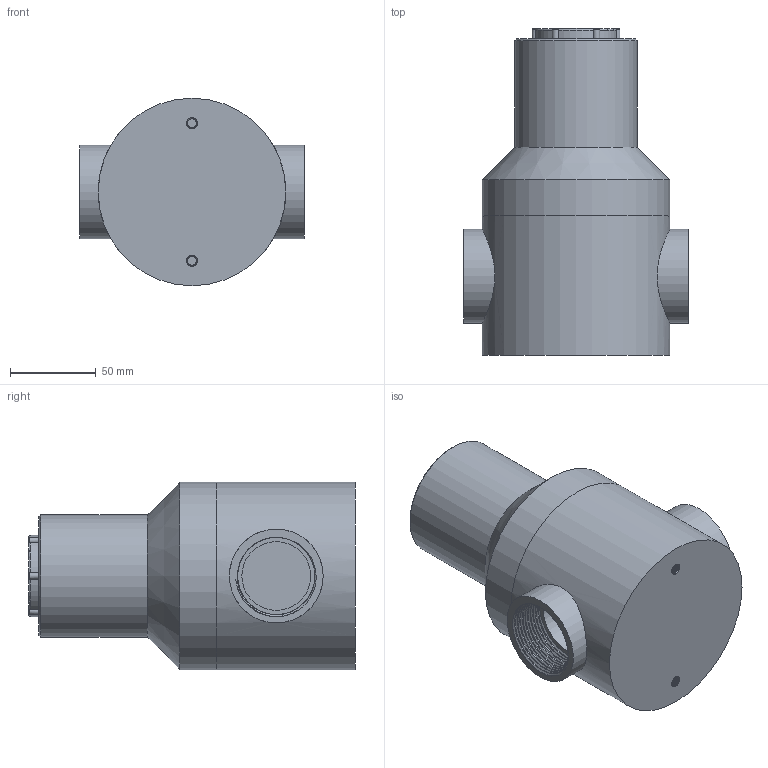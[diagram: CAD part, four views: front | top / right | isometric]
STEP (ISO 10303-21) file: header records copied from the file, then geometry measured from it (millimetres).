
FILE_DESCRIPTION (( 'STEP AP214' ), '1' );
FILE_NAME ('1 1-2-1101-3X.STEP', '2019-05-20T13:13:16', ( '' ), ( '' ), 'SwSTEP 2.0', 'SolidWorks 2019', '' );
FILE_SCHEMA (( 'AUTOMOTIVE_DESIGN' ));
Length unit declared in the file: millimetre
Products named in the file (10): PVC Bonnet all size; 50mm Dust Cap; 316 MC body 1 1-2; PVC Bonnet all size_50mm PVC-304; 1 1-2 threaded insert; 1 1-2-1101-3X
Assembly tree (5 placements, depth 2):
  PVC Bonnet all size
  50mm Dust Cap
  1 1-2 threaded insert
  316 MC body 1 1-2
  1 1-2 threaded insert
Bounding box: 130.8 x 190 x 109 mm (x, y, z)
Volume: 1286130.9 mm3; surface area: 132996.4 mm2
Topology: 5 solids, 5 shells, 117 faces, 285 edges, 186 vertices
Faces by surface type: cylinder 58, plane 26, bspline 16, torus 12, cone 5
Full cylindrical faces by diameter (mm): 5.2 x28, 35.5 x1, 38 x1, 40 x2, 54.5 x4, 70 x1, 71 x1, 109 x2
Entity records: 14419 total; most frequent: CARTESIAN_POINT 12508, ORIENTED_EDGE 326, DIRECTION 324, EDGE_CURVE 163, AXIS2_PLACEMENT_3D 146, VERTEX_POINT 117, EDGE_LOOP 110, FACE_OUTER_BOUND 94
